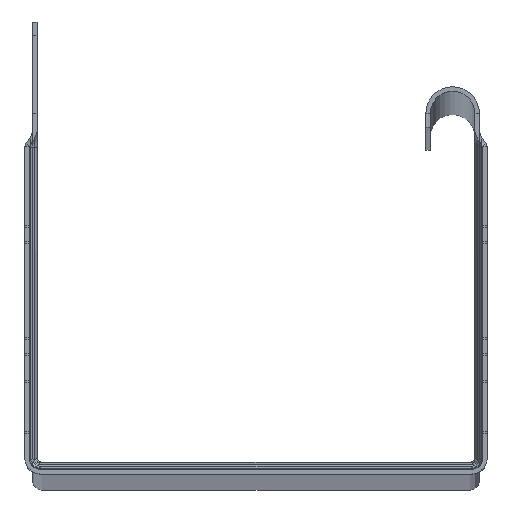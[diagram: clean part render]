
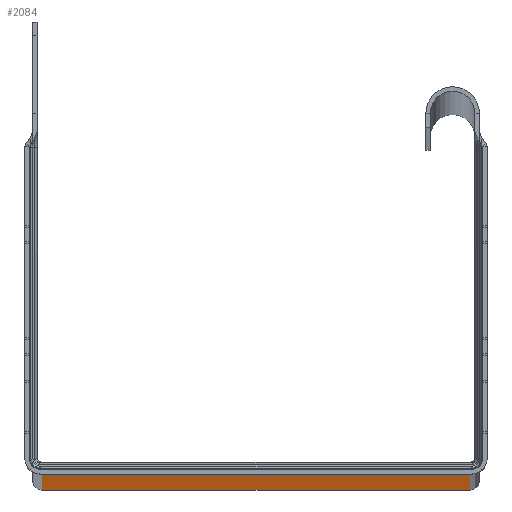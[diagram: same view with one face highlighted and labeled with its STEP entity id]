
A CAD part, top view. The second image highlights one B-rep face of the part: STEP entity #2084.
In plain terms, the highlighted planar face has unit normal (0, -1, 0).
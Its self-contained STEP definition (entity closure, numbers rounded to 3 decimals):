
#626 = VERTEX_POINT ( 'NONE', #2934 ) ;
#826 = VECTOR ( 'NONE', #2163, 1000. ) ;
#980 = VECTOR ( 'NONE', #3199, 1000. ) ;
#1229 = PLANE ( 'NONE',  #6746 ) ;
#1291 = VERTEX_POINT ( 'NONE', #8500 ) ;
#1351 = LINE ( 'NONE', #8939, #826 ) ;
#1599 = VECTOR ( 'NONE', #9748, 1000. ) ;
#1992 = ORIENTED_EDGE ( 'NONE', *, *, #10646, .T. ) ;
#2084 = ADVANCED_FACE ( 'NONE', ( #6289 ), #1229, .F. ) ;
#2163 = DIRECTION ( 'NONE',  ( 1., 0., 0. ) ) ;
#2630 = CARTESIAN_POINT ( 'NONE',  ( 49., 0., 2995.055 ) ) ;
#2934 = CARTESIAN_POINT ( 'NONE',  ( -48., 0., 0. ) ) ;
#3086 = VERTEX_POINT ( 'NONE', #3581 ) ;
#3199 = DIRECTION ( 'NONE',  ( 0., 0., -1. ) ) ;
#3365 = VECTOR ( 'NONE', #4293, 1000. ) ;
#3581 = CARTESIAN_POINT ( 'NONE',  ( 48., 0., 0. ) ) ;
#4293 = DIRECTION ( 'NONE',  ( -1., 0., 0. ) ) ;
#4374 = EDGE_CURVE ( 'NONE', #626, #3086, #1351, .T. ) ;
#4689 = DIRECTION ( 'NONE',  ( -1., 0., 0. ) ) ;
#4786 = CARTESIAN_POINT ( 'NONE',  ( 48., 0., 3050. ) ) ;
#4801 = ORIENTED_EDGE ( 'NONE', *, *, #9693, .F. ) ;
#4871 = CARTESIAN_POINT ( 'NONE',  ( -48., 0., 3050. ) ) ;
#5610 = CARTESIAN_POINT ( 'NONE',  ( 48., 0., 2995.055 ) ) ;
#5750 = EDGE_LOOP ( 'NONE', ( #4801, #1992, #9766, #10640 ) ) ;
#6167 = VERTEX_POINT ( 'NONE', #5610 ) ;
#6289 = FACE_OUTER_BOUND ( 'NONE', #5750, .T. ) ;
#6746 = AXIS2_PLACEMENT_3D ( 'NONE', #7823, #7885, #4689 ) ;
#7823 = CARTESIAN_POINT ( 'NONE',  ( 0., 0., 3050. ) ) ;
#7885 = DIRECTION ( 'NONE',  ( 0., 1., 0. ) ) ;
#8166 = LINE ( 'NONE', #4871, #980 ) ;
#8500 = CARTESIAN_POINT ( 'NONE',  ( -48., 0., 2995.055 ) ) ;
#8939 = CARTESIAN_POINT ( 'NONE',  ( 0., 0., 0. ) ) ;
#8969 = LINE ( 'NONE', #4786, #1599 ) ;
#9019 = EDGE_CURVE ( 'NONE', #1291, #626, #8166, .T. ) ;
#9693 = EDGE_CURVE ( 'NONE', #6167, #3086, #8969, .T. ) ;
#9748 = DIRECTION ( 'NONE',  ( 0., 0., -1. ) ) ;
#9766 = ORIENTED_EDGE ( 'NONE', *, *, #9019, .T. ) ;
#10203 = LINE ( 'NONE', #2630, #3365 ) ;
#10640 = ORIENTED_EDGE ( 'NONE', *, *, #4374, .T. ) ;
#10646 = EDGE_CURVE ( 'NONE', #6167, #1291, #10203, .T. ) ;
